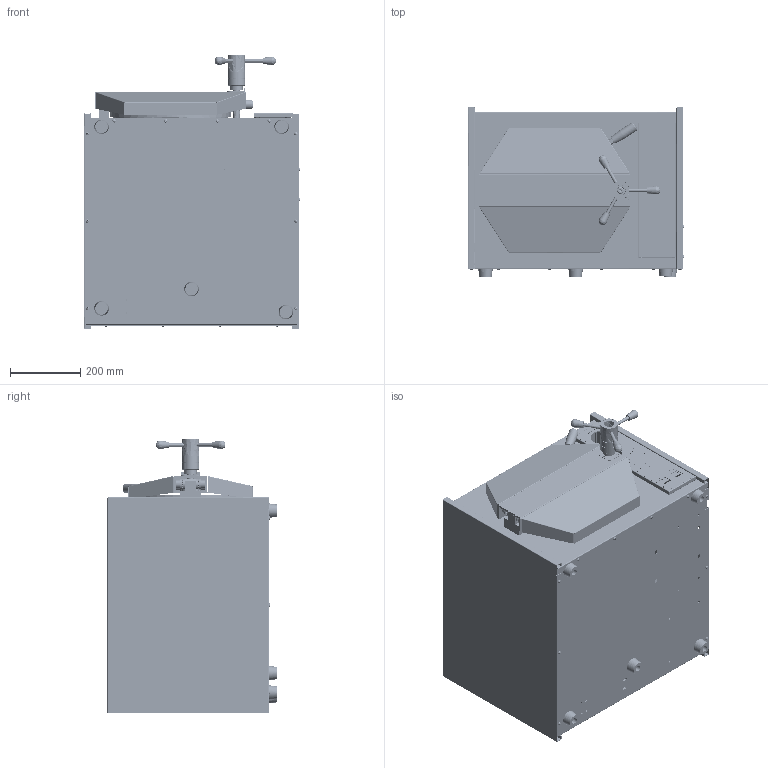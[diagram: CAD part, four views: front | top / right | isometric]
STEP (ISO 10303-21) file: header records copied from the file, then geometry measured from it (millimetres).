
FILE_DESCRIPTION(('FreeCAD Model'),'2;1');
FILE_NAME('Open CASCADE Shape Model','2025-04-29T13:53:29',('FreeCAD'),( 'FreeCAD'),'Open CASCADE STEP processor 7.6','FreeCAD','Unknown');
FILE_SCHEMA(('AUTOMOTIVE_DESIGN { 1 0 10303 214 1 1 1 1 }'));
Products named in the file (1): Open CASCADE STEP translator 7.6 1
Bounding box: 614.36 x 480.77 x 781.47 mm (x, y, z)
Volume: 6924952 mm3; surface area: 6367418.1 mm2
Topology: 168 solids, 168 shells, 7509 faces, 19534 edges, 12448 vertices
Faces by surface type: bspline 7509
Entity records: 312285 total; most frequent: CARTESIAN_POINT 197622, ORIENTED_EDGE 38822, EDGE_CURVE 19411, B_SPLINE_CURVE_WITH_KNOTS 13218, VERTEX_POINT 12448, FACE_BOUND 9469, EDGE_LOOP 9469, ADVANCED_FACE 7509
